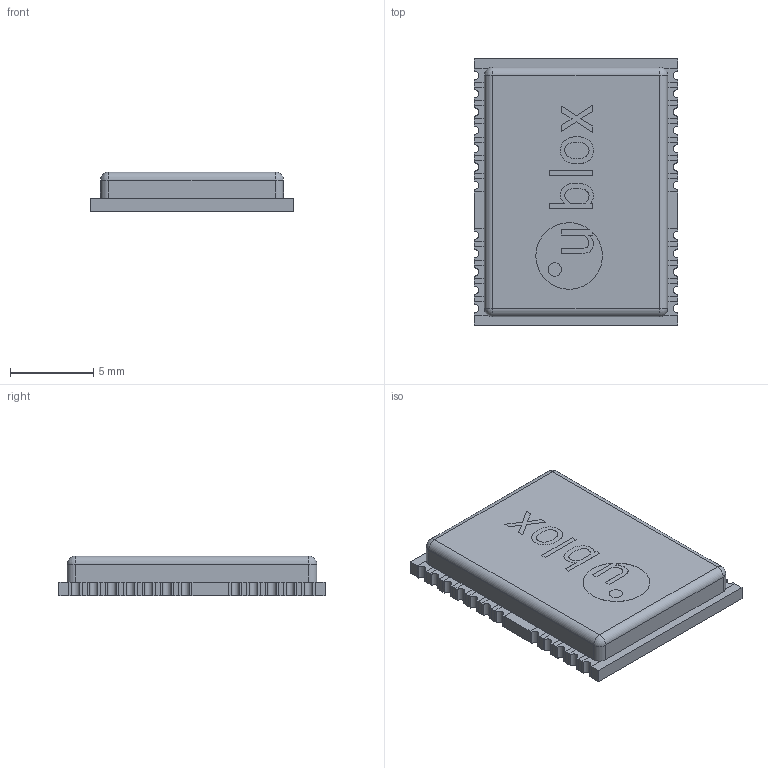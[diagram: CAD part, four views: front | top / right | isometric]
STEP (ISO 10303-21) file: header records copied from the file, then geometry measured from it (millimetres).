
FILE_DESCRIPTION(('FreeCAD Model'),'2;1');
FILE_NAME('Shapes026_cp.step','2019-06-25T19:49:41',( 'kicad StepUp'),('ksu MCAD'),'Open CASCADE STEP processor 7.3', 'FreeCAD','Unknown');
FILE_SCHEMA(('AUTOMOTIVE_DESIGN { 1 0 10303 214 1 1 1 1 }'));
Length unit declared in the file: millimetre
Products named in the file (1): Shapes026_cp
Bounding box: 12.2 x 16 x 2.4 mm (x, y, z)
Volume: 415.8 mm3; surface area: 939.2 mm2
Topology: 26 solids, 26 shells, 372 faces, 928 edges, 612 vertices
Faces by surface type: plane 314, cylinder 34, extrusion 20, sphere 4
Full cylindrical faces by diameter (mm): 0.808 x1
Entity records: 13568 total; most frequent: CARTESIAN_POINT 2129, ORIENTED_EDGE 1848, DIRECTION 1677, EDGE_CURVE 924, VECTOR 835, LINE 815, VERTEX_POINT 612, AXIS2_PLACEMENT_3D 421
